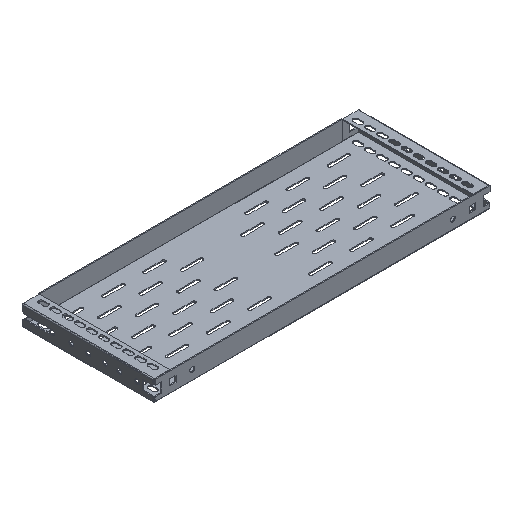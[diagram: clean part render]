
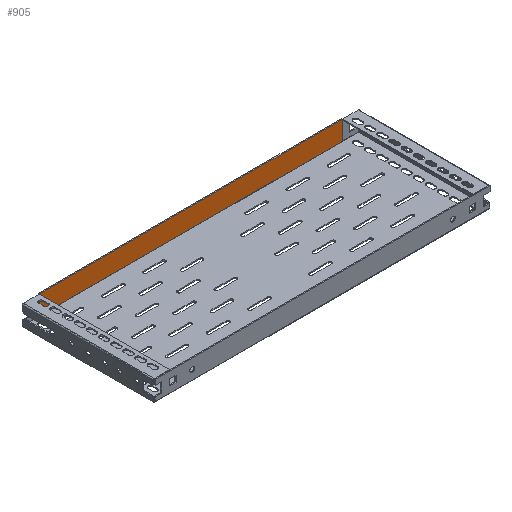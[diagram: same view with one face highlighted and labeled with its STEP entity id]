
A CAD part, isometric view. The second image highlights one B-rep face of the part: STEP entity #905.
In plain terms, the highlighted planar face has unit normal (0, -1, 0).
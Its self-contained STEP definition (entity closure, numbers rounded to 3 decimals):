
#905 = ADVANCED_FACE ( 'NONE', ( #1859 ), #1860, .T. ) ;
#1851 = CARTESIAN_POINT ( 'NONE',  ( -224., 96.75, 28.5 ) ) ;
#1859 = FACE_OUTER_BOUND ( 'NONE', #11068, .T. ) ;
#1860 = PLANE ( 'NONE',  #13006 ) ;
#1862 = DIRECTION ( 'NONE',  ( 0., -1., 0. ) ) ;
#1863 = DIRECTION ( 'NONE',  ( 0., 0., -1. ) ) ;
#4250 = VECTOR ( 'NONE', #7685, 1000. ) ;
#4431 = VECTOR ( 'NONE', #13954, 1000. ) ;
#4526 = VECTOR ( 'NONE', #13975, 1000. ) ;
#4542 = VECTOR ( 'NONE', #13983, 1000. ) ;
#7680 = LINE ( 'NONE', #7683, #4250 ) ;
#7683 = CARTESIAN_POINT ( 'NONE',  ( 224., 96.75, 28.5 ) ) ;
#7685 = DIRECTION ( 'NONE',  ( 1., 0., 0. ) ) ;
#11068 = EDGE_LOOP ( 'NONE', ( #17364, #17365, #17366, #17367 ) ) ;
#13006 = AXIS2_PLACEMENT_3D ( 'NONE', #1851, #1862, #1863 ) ;
#13939 = LINE ( 'NONE', #13950, #4431 ) ;
#13950 = CARTESIAN_POINT ( 'NONE',  ( 224., 96.75, 0.1 ) ) ;
#13954 = DIRECTION ( 'NONE',  ( -1., 0., 0. ) ) ;
#13970 = LINE ( 'NONE', #13973, #4526 ) ;
#13973 = CARTESIAN_POINT ( 'NONE',  ( 224., 96.75, 28.5 ) ) ;
#13975 = DIRECTION ( 'NONE',  ( 0., 0., -1. ) ) ;
#13977 = LINE ( 'NONE', #13981, #4542 ) ;
#13981 = CARTESIAN_POINT ( 'NONE',  ( -224., 96.75, 28.5 ) ) ;
#13983 = DIRECTION ( 'NONE',  ( 0., 0., 1. ) ) ;
#14126 = VERTEX_POINT ( 'NONE', #17860 ) ;
#14139 = VERTEX_POINT ( 'NONE', #17873 ) ;
#14148 = VERTEX_POINT ( 'NONE', #17882 ) ;
#14151 = VERTEX_POINT ( 'NONE', #17885 ) ;
#17364 = ORIENTED_EDGE ( 'NONE', *, *, #17776, .F. ) ;
#17365 = ORIENTED_EDGE ( 'NONE', *, *, #17779, .F. ) ;
#17366 = ORIENTED_EDGE ( 'NONE', *, *, #17434, .F. ) ;
#17367 = ORIENTED_EDGE ( 'NONE', *, *, #17780, .F. ) ;
#17434 = EDGE_CURVE ( 'NONE', #14148, #14151, #7680, .T. ) ;
#17776 = EDGE_CURVE ( 'NONE', #14139, #14126, #13939, .T. ) ;
#17779 = EDGE_CURVE ( 'NONE', #14151, #14139, #13970, .T. ) ;
#17780 = EDGE_CURVE ( 'NONE', #14126, #14148, #13977, .T. ) ;
#17860 = CARTESIAN_POINT ( 'NONE',  ( -224., 96.75, 0.1 ) ) ;
#17873 = CARTESIAN_POINT ( 'NONE',  ( 224., 96.75, 0.1 ) ) ;
#17882 = CARTESIAN_POINT ( 'NONE',  ( -224., 96.75, 28.5 ) ) ;
#17885 = CARTESIAN_POINT ( 'NONE',  ( 224., 96.75, 28.5 ) ) ;
